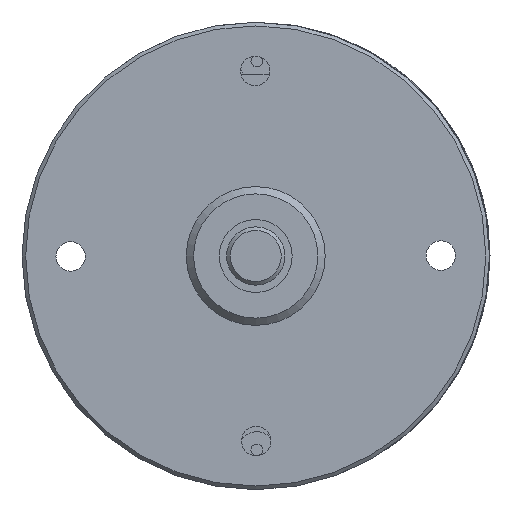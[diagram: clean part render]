
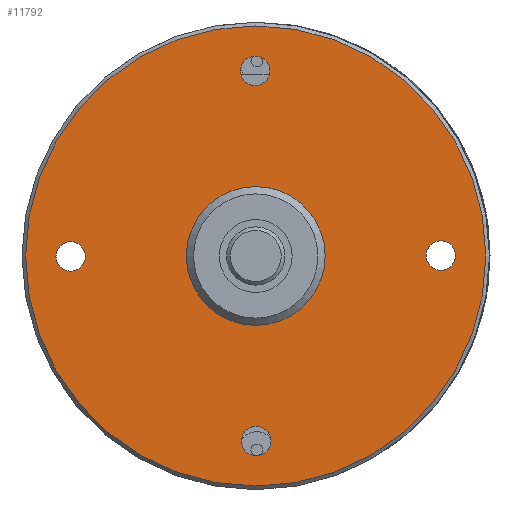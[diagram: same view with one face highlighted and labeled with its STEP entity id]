
A CAD part, front view. The second image highlights one B-rep face of the part: STEP entity #11792.
In plain terms, the highlighted planar face has unit normal (0, -1, 0).
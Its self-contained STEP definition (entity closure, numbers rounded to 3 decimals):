
#326=FACE_BOUND('',#2789,.T.);
#327=FACE_BOUND('',#2790,.T.);
#328=FACE_BOUND('',#2791,.T.);
#329=FACE_BOUND('',#2792,.T.);
#330=FACE_BOUND('',#2793,.T.);
#1374=CIRCLE('',#13168,2.02);
#1376=CIRCLE('',#13171,2.02);
#1378=CIRCLE('',#13174,2.02);
#1380=CIRCLE('',#13177,2.02);
#1412=CIRCLE('',#13250,31.575);
#1413=CIRCLE('',#13252,9.525);
#2085=FACE_OUTER_BOUND('',#2788,.T.);
#2788=EDGE_LOOP('',(#10806));
#2789=EDGE_LOOP('',(#10807));
#2790=EDGE_LOOP('',(#10808));
#2791=EDGE_LOOP('',(#10809));
#2792=EDGE_LOOP('',(#10810));
#2793=EDGE_LOOP('',(#10811));
#5629=VERTEX_POINT('',#21069);
#5631=VERTEX_POINT('',#21075);
#5633=VERTEX_POINT('',#21081);
#5635=VERTEX_POINT('',#21087);
#5687=VERTEX_POINT('',#21272);
#5688=VERTEX_POINT('',#21276);
#7301=EDGE_CURVE('',#5629,#5629,#1374,.T.);
#7304=EDGE_CURVE('',#5631,#5631,#1376,.T.);
#7307=EDGE_CURVE('',#5633,#5633,#1378,.T.);
#7310=EDGE_CURVE('',#5635,#5635,#1380,.T.);
#7401=EDGE_CURVE('',#5687,#5687,#1412,.T.);
#7403=EDGE_CURVE('',#5688,#5688,#1413,.T.);
#10806=ORIENTED_EDGE('',*,*,#7401,.F.);
#10807=ORIENTED_EDGE('',*,*,#7301,.T.);
#10808=ORIENTED_EDGE('',*,*,#7304,.T.);
#10809=ORIENTED_EDGE('',*,*,#7307,.T.);
#10810=ORIENTED_EDGE('',*,*,#7310,.T.);
#10811=ORIENTED_EDGE('',*,*,#7403,.T.);
#11152=PLANE('',#13251);
#11792=ADVANCED_FACE('',(#2085,#326,#327,#328,#329,#330),#11152,.T.);
#13168=AXIS2_PLACEMENT_3D('',#21071,#16724,#16725);
#13171=AXIS2_PLACEMENT_3D('',#21077,#16731,#16732);
#13174=AXIS2_PLACEMENT_3D('',#21083,#16738,#16739);
#13177=AXIS2_PLACEMENT_3D('',#21089,#16745,#16746);
#13250=AXIS2_PLACEMENT_3D('',#21273,#16950,#16951);
#13251=AXIS2_PLACEMENT_3D('',#21275,#16953,#16954);
#13252=AXIS2_PLACEMENT_3D('',#21277,#16955,#16956);
#16724=DIRECTION('center_axis',(0.,1.,0.));
#16725=DIRECTION('ref_axis',(0.,0.,1.));
#16731=DIRECTION('center_axis',(0.,1.,0.));
#16732=DIRECTION('ref_axis',(0.,0.,1.));
#16738=DIRECTION('center_axis',(0.,1.,0.));
#16739=DIRECTION('ref_axis',(0.,0.,1.));
#16745=DIRECTION('center_axis',(0.,1.,0.));
#16746=DIRECTION('ref_axis',(0.,0.,1.));
#16950=DIRECTION('center_axis',(0.,1.,0.));
#16951=DIRECTION('ref_axis',(-1.,0.,0.));
#16953=DIRECTION('center_axis',(0.,-1.,0.));
#16954=DIRECTION('ref_axis',(-1.,0.,0.));
#16955=DIRECTION('center_axis',(0.,1.,0.));
#16956=DIRECTION('ref_axis',(1.,0.,0.));
#21069=CARTESIAN_POINT('',(-25.4,0.,-2.085));
#21071=CARTESIAN_POINT('Origin',(-25.4,0.,-0.065));
#21075=CARTESIAN_POINT('',(25.4,0.,-1.955));
#21077=CARTESIAN_POINT('Origin',(25.4,0.,0.065));
#21081=CARTESIAN_POINT('',(-0.065,0.,23.38));
#21083=CARTESIAN_POINT('Origin',(-0.065,0.,
25.4));
#21087=CARTESIAN_POINT('',(0.065,0.,-27.42));
#21089=CARTESIAN_POINT('Origin',(0.065,0.,
-25.4));
#21272=CARTESIAN_POINT('',(31.575,0.,0.));
#21273=CARTESIAN_POINT('Origin',(0.,0.,0.));
#21275=CARTESIAN_POINT('Origin',(0.,0.,0.));
#21276=CARTESIAN_POINT('',(-9.525,0.,0.));
#21277=CARTESIAN_POINT('Origin',(0.,0.,0.));
